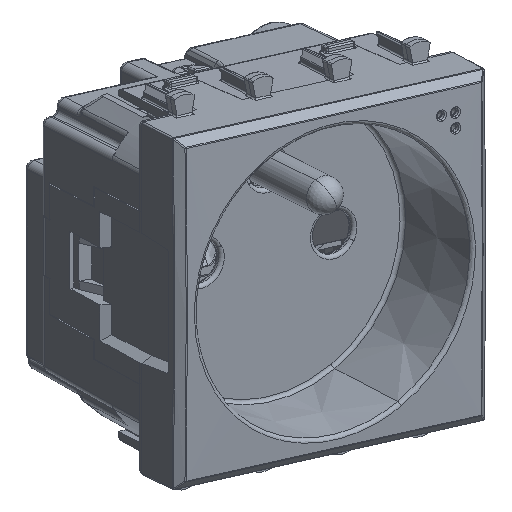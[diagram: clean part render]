
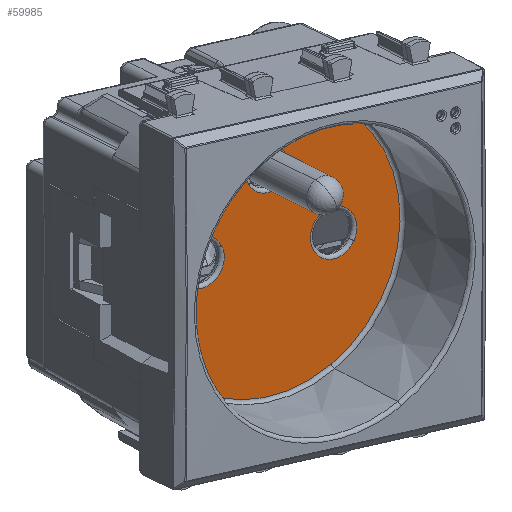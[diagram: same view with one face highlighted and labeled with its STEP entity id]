
A CAD part, top view. The second image highlights one B-rep face of the part: STEP entity #59985.
In plain terms, the highlighted face is planar.
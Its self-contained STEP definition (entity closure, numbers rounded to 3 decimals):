
#54116=CARTESIAN_POINT('Vertex',(16.678,9.111,-6.325)) ;
#54119=CARTESIAN_POINT('Axis2P3D Location',(0.,0.,-6.325)) ;
#54123=CARTESIAN_POINT('Vertex',(-16.678,-9.111,-6.325)) ;
#54138=CARTESIAN_POINT('Axis2P3D Location',(0.,0.,-6.325)) ;
#59922=CARTESIAN_POINT('Axis2P3D Location',(0.,0.,-6.325)) ;
#59931=CARTESIAN_POINT('Axis2P3D Location',(0.,9.5,-6.325)) ;
#59935=CARTESIAN_POINT('Vertex',(1.597,12.423,-6.325)) ;
#59937=CARTESIAN_POINT('Vertex',(-1.597,6.577,-6.325)) ;
#59940=CARTESIAN_POINT('Axis2P3D Location',(0.,9.5,-6.325)) ;
#59949=CARTESIAN_POINT('Axis2P3D Location',(-10.,0.,-6.325)) ;
#59953=CARTESIAN_POINT('Vertex',(-11.445,2.645,-6.325)) ;
#59955=CARTESIAN_POINT('Vertex',(-8.555,-2.645,-6.325)) ;
#59958=CARTESIAN_POINT('Axis2P3D Location',(-10.,0.,-6.325)) ;
#59967=CARTESIAN_POINT('Axis2P3D Location',(0.,-9.5,-6.325)) ;
#59971=CARTESIAN_POINT('Vertex',(1.597,-12.423,-6.325)) ;
#59973=CARTESIAN_POINT('Vertex',(-1.597,-6.577,-6.325)) ;
#59976=CARTESIAN_POINT('Axis2P3D Location',(0.,-9.5,-6.325)) ;
#54120=DIRECTION('Axis2P3D Direction',(0.,-0.,1.)) ;
#54139=DIRECTION('Axis2P3D Direction',(0.,-0.,1.)) ;
#59923=DIRECTION('Axis2P3D Direction',(0.,-0.,1.)) ;
#59924=DIRECTION('Axis2P3D XDirection',(1.,0.,0.)) ;
#59932=DIRECTION('Axis2P3D Direction',(0.,-0.,1.)) ;
#59941=DIRECTION('Axis2P3D Direction',(0.,-0.,1.)) ;
#59950=DIRECTION('Axis2P3D Direction',(0.,-0.,1.)) ;
#59959=DIRECTION('Axis2P3D Direction',(0.,-0.,1.)) ;
#59968=DIRECTION('Axis2P3D Direction',(0.,-0.,1.)) ;
#59977=DIRECTION('Axis2P3D Direction',(0.,-0.,1.)) ;
#54121=AXIS2_PLACEMENT_3D('Circle Axis2P3D',#54119,#54120,$) ;
#54140=AXIS2_PLACEMENT_3D('Circle Axis2P3D',#54138,#54139,$) ;
#59925=AXIS2_PLACEMENT_3D('Plane Axis2P3D',#59922,#59923,#59924) ;
#59933=AXIS2_PLACEMENT_3D('Circle Axis2P3D',#59931,#59932,$) ;
#59942=AXIS2_PLACEMENT_3D('Circle Axis2P3D',#59940,#59941,$) ;
#59951=AXIS2_PLACEMENT_3D('Circle Axis2P3D',#59949,#59950,$) ;
#59960=AXIS2_PLACEMENT_3D('Circle Axis2P3D',#59958,#59959,$) ;
#59969=AXIS2_PLACEMENT_3D('Circle Axis2P3D',#59967,#59968,$) ;
#59978=AXIS2_PLACEMENT_3D('Circle Axis2P3D',#59976,#59977,$) ;
#59928=ORIENTED_EDGE('',*,*,#54142,.T.) ;
#59929=ORIENTED_EDGE('',*,*,#54125,.T.) ;
#59946=ORIENTED_EDGE('',*,*,#59939,.T.) ;
#59947=ORIENTED_EDGE('',*,*,#59944,.T.) ;
#59964=ORIENTED_EDGE('',*,*,#59957,.F.) ;
#59965=ORIENTED_EDGE('',*,*,#59962,.F.) ;
#59982=ORIENTED_EDGE('',*,*,#59975,.F.) ;
#59983=ORIENTED_EDGE('',*,*,#59980,.F.) ;
#59948=FACE_BOUND('',#59945,.T.) ;
#59966=FACE_BOUND('',#59963,.T.) ;
#59984=FACE_BOUND('',#59981,.T.) ;
#59985=ADVANCED_FACE('PartBody',(#59930,#59948,#59966,#59984),#59926,.T.) ;
#54122=CIRCLE('generated circle',#54121,19.004) ;
#54141=CIRCLE('generated circle',#54140,19.004) ;
#59934=CIRCLE('generated circle',#59933,3.33) ;
#59943=CIRCLE('generated circle',#59942,3.33) ;
#59952=CIRCLE('generated circle',#59951,3.014) ;
#59961=CIRCLE('generated circle',#59960,3.014) ;
#59970=CIRCLE('generated circle',#59969,3.33) ;
#59979=CIRCLE('generated circle',#59978,3.33) ;
#54125=EDGE_CURVE('',#54124,#54117,#54122,.T.) ;
#54142=EDGE_CURVE('',#54117,#54124,#54141,.T.) ;
#59939=EDGE_CURVE('',#59936,#59938,#59934,.F.) ;
#59944=EDGE_CURVE('',#59938,#59936,#59943,.F.) ;
#59957=EDGE_CURVE('',#59954,#59956,#59952,.T.) ;
#59962=EDGE_CURVE('',#59956,#59954,#59961,.T.) ;
#59975=EDGE_CURVE('',#59972,#59974,#59970,.T.) ;
#59980=EDGE_CURVE('',#59974,#59972,#59979,.T.) ;
#59927=EDGE_LOOP('',(#59928,#59929)) ;
#59945=EDGE_LOOP('',(#59946,#59947)) ;
#59963=EDGE_LOOP('',(#59964,#59965)) ;
#59981=EDGE_LOOP('',(#59982,#59983)) ;
#59930=FACE_OUTER_BOUND('',#59927,.T.) ;
#59926=PLANE('',#59925) ;
#54117=VERTEX_POINT('',#54116) ;
#54124=VERTEX_POINT('',#54123) ;
#59936=VERTEX_POINT('',#59935) ;
#59938=VERTEX_POINT('',#59937) ;
#59954=VERTEX_POINT('',#59953) ;
#59956=VERTEX_POINT('',#59955) ;
#59972=VERTEX_POINT('',#59971) ;
#59974=VERTEX_POINT('',#59973) ;
